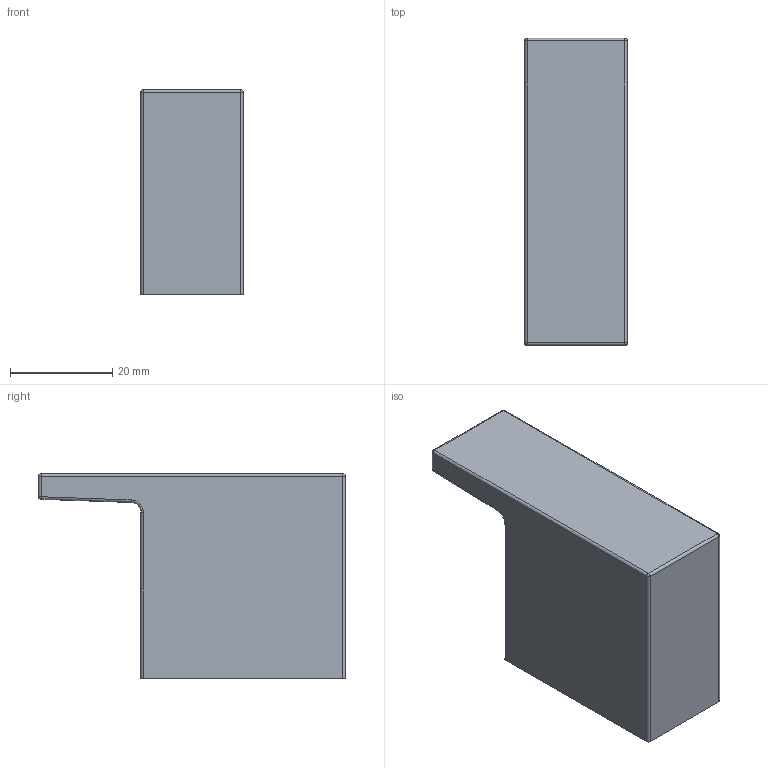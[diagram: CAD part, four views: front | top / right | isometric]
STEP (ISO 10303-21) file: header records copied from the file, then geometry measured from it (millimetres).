
FILE_DESCRIPTION (( 'STEP AP203' ), '1' );
FILE_NAME ('70331-00-00.STEP', '2023-03-28T07:25:53', ( 'Windows User' ), ( 'P R C' ), 'SwSTEP 2.0', 'SolidWorks 2015', '' );
FILE_SCHEMA (( 'CONFIG_CONTROL_DESIGN' ));
Length unit declared in the file: millimetre
Products named in the file (1): 70331-00-00
Bounding box: 20 x 60 x 40 mm (x, y, z)
Surface area: 11886 mm2 (no closed solid volume)
Topology: 0 solids, 3 shells, 69 faces, 185 edges, 114 vertices
Faces by surface type: cylinder 29, plane 28, sphere 6, cone 4, torus 2
Entity records: 2180 total; most frequent: CARTESIAN_POINT 417, DIRECTION 372, ORIENTED_EDGE 315, EDGE_CURVE 179, AXIS2_PLACEMENT_3D 133, VERTEX_POINT 114, LINE 106, VECTOR 106
